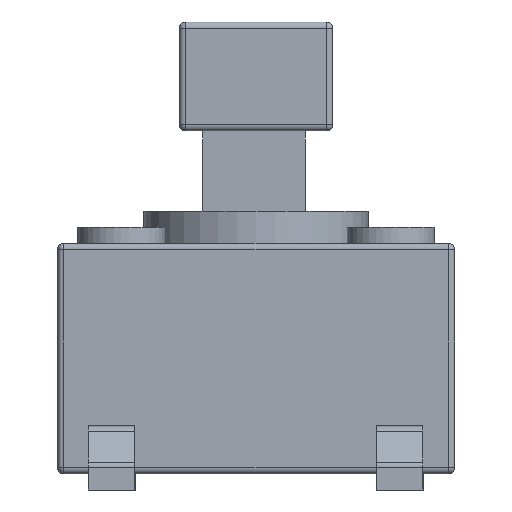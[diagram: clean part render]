
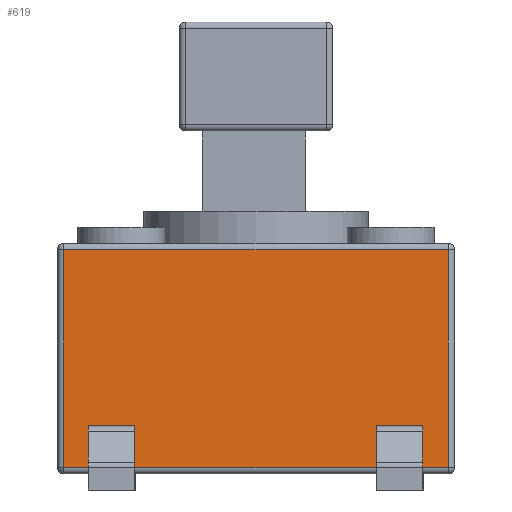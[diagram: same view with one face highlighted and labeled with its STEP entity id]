
A CAD part, left-side view. The second image highlights one B-rep face of the part: STEP entity #619.
In plain terms, the highlighted planar face has unit normal (-1, 0, 0).
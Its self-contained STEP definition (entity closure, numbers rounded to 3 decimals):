
#314 = VERTEX_POINT('',#315);
#315 = CARTESIAN_POINT('',(-3.1,-3.,3.75));
#324 = VERTEX_POINT('',#325);
#325 = CARTESIAN_POINT('',(-3.1,3.,3.75));
#332 = EDGE_CURVE('',#314,#324,#333,.T.);
#333 = LINE('',#334,#335);
#334 = CARTESIAN_POINT('',(-3.1,-3.1,3.75));
#335 = VECTOR('',#336,1.);
#336 = DIRECTION('',(0.,1.,0.));
#619 = ADVANCED_FACE('',(#620,#645,#679),#713,.F.);
#620 = FACE_BOUND('',#621,.F.);
#621 = EDGE_LOOP('',(#622,#630,#638,#644));
#622 = ORIENTED_EDGE('',*,*,#623,.F.);
#623 = EDGE_CURVE('',#624,#314,#626,.T.);
#624 = VERTEX_POINT('',#625);
#625 = CARTESIAN_POINT('',(-3.1,-3.,0.35));
#626 = LINE('',#627,#628);
#627 = CARTESIAN_POINT('',(-3.1,-3.,0.25));
#628 = VECTOR('',#629,1.);
#629 = DIRECTION('',(0.,0.,1.));
#630 = ORIENTED_EDGE('',*,*,#631,.T.);
#631 = EDGE_CURVE('',#624,#632,#634,.T.);
#632 = VERTEX_POINT('',#633);
#633 = CARTESIAN_POINT('',(-3.1,3.,0.35));
#634 = LINE('',#635,#636);
#635 = CARTESIAN_POINT('',(-3.1,-3.1,0.35));
#636 = VECTOR('',#637,1.);
#637 = DIRECTION('',(0.,1.,0.));
#638 = ORIENTED_EDGE('',*,*,#639,.T.);
#639 = EDGE_CURVE('',#632,#324,#640,.T.);
#640 = LINE('',#641,#642);
#641 = CARTESIAN_POINT('',(-3.1,3.,0.25));
#642 = VECTOR('',#643,1.);
#643 = DIRECTION('',(0.,0.,1.));
#644 = ORIENTED_EDGE('',*,*,#332,.F.);
#645 = FACE_BOUND('',#646,.F.);
#646 = EDGE_LOOP('',(#647,#657,#665,#673));
#647 = ORIENTED_EDGE('',*,*,#648,.T.);
#648 = EDGE_CURVE('',#649,#651,#653,.T.);
#649 = VERTEX_POINT('',#650);
#650 = CARTESIAN_POINT('',(-3.1,-2.6,1.));
#651 = VERTEX_POINT('',#652);
#652 = CARTESIAN_POINT('',(-3.1,-1.88,1.));
#653 = LINE('',#654,#655);
#654 = CARTESIAN_POINT('',(-3.1,-2.85,1.));
#655 = VECTOR('',#656,1.);
#656 = DIRECTION('',(0.,1.,0.));
#657 = ORIENTED_EDGE('',*,*,#658,.T.);
#658 = EDGE_CURVE('',#651,#659,#661,.T.);
#659 = VERTEX_POINT('',#660);
#660 = CARTESIAN_POINT('',(-3.1,-1.88,0.641));
#661 = LINE('',#662,#663);
#662 = CARTESIAN_POINT('',(-3.1,-1.88,0.381));
#663 = VECTOR('',#664,1.);
#664 = DIRECTION('',(0.,0.,-1.));
#665 = ORIENTED_EDGE('',*,*,#666,.F.);
#666 = EDGE_CURVE('',#667,#659,#669,.T.);
#667 = VERTEX_POINT('',#668);
#668 = CARTESIAN_POINT('',(-3.1,-2.6,0.641));
#669 = LINE('',#670,#671);
#670 = CARTESIAN_POINT('',(-3.1,-2.6,0.641));
#671 = VECTOR('',#672,1.);
#672 = DIRECTION('',(0.,1.,0.));
#673 = ORIENTED_EDGE('',*,*,#674,.T.);
#674 = EDGE_CURVE('',#667,#649,#675,.T.);
#675 = LINE('',#676,#677);
#676 = CARTESIAN_POINT('',(-3.1,-2.6,0.381));
#677 = VECTOR('',#678,1.);
#678 = DIRECTION('',(0.,0.,1.));
#679 = FACE_BOUND('',#680,.F.);
#680 = EDGE_LOOP('',(#681,#691,#699,#707));
#681 = ORIENTED_EDGE('',*,*,#682,.T.);
#682 = EDGE_CURVE('',#683,#685,#687,.T.);
#683 = VERTEX_POINT('',#684);
#684 = CARTESIAN_POINT('',(-3.1,1.9,1.));
#685 = VERTEX_POINT('',#686);
#686 = CARTESIAN_POINT('',(-3.1,2.62,1.));
#687 = LINE('',#688,#689);
#688 = CARTESIAN_POINT('',(-3.1,-0.6,1.));
#689 = VECTOR('',#690,1.);
#690 = DIRECTION('',(0.,1.,0.));
#691 = ORIENTED_EDGE('',*,*,#692,.T.);
#692 = EDGE_CURVE('',#685,#693,#695,.T.);
#693 = VERTEX_POINT('',#694);
#694 = CARTESIAN_POINT('',(-3.1,2.62,0.641));
#695 = LINE('',#696,#697);
#696 = CARTESIAN_POINT('',(-3.1,2.62,0.381));
#697 = VECTOR('',#698,1.);
#698 = DIRECTION('',(0.,0.,-1.));
#699 = ORIENTED_EDGE('',*,*,#700,.F.);
#700 = EDGE_CURVE('',#701,#693,#703,.T.);
#701 = VERTEX_POINT('',#702);
#702 = CARTESIAN_POINT('',(-3.1,1.9,0.641));
#703 = LINE('',#704,#705);
#704 = CARTESIAN_POINT('',(-3.1,1.9,0.641));
#705 = VECTOR('',#706,1.);
#706 = DIRECTION('',(0.,1.,0.));
#707 = ORIENTED_EDGE('',*,*,#708,.T.);
#708 = EDGE_CURVE('',#701,#683,#709,.T.);
#709 = LINE('',#710,#711);
#710 = CARTESIAN_POINT('',(-3.1,1.9,0.381));
#711 = VECTOR('',#712,1.);
#712 = DIRECTION('',(0.,0.,1.));
#713 = PLANE('',#714);
#714 = AXIS2_PLACEMENT_3D('',#715,#716,#717);
#715 = CARTESIAN_POINT('',(-3.1,-3.1,0.25));
#716 = DIRECTION('',(1.,0.,0.));
#717 = DIRECTION('',(0.,0.,1.));
